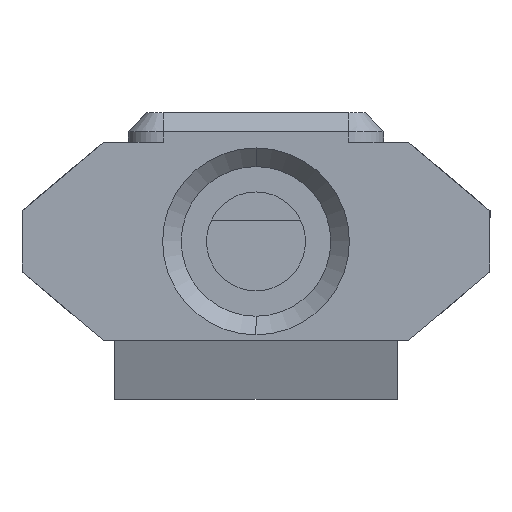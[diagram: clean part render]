
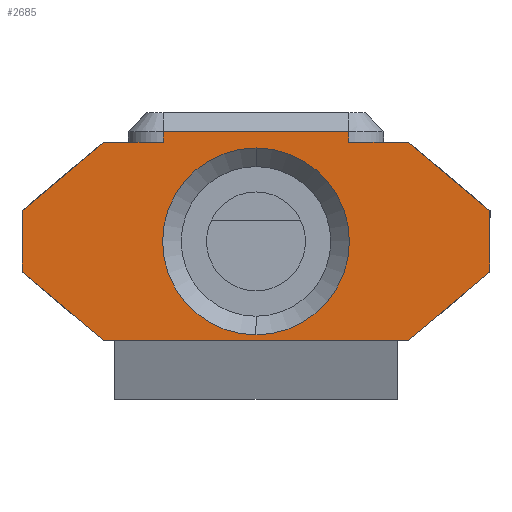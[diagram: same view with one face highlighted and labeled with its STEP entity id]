
A CAD part, left-side view. The second image highlights one B-rep face of the part: STEP entity #2685.
In plain terms, the highlighted planar face has unit normal (-1, 0, 0).
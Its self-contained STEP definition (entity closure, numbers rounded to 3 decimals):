
#56 = EDGE_CURVE ( 'NONE', #9169, #6035, #3079, .T. ) ;
#65 = CARTESIAN_POINT ( 'NONE',  ( -31.65, 6.474, 10.55 ) ) ;
#204 = CARTESIAN_POINT ( 'NONE',  ( -31.65, 9.859, 4.99 ) ) ;
#400 = CARTESIAN_POINT ( 'NONE',  ( -31.65, -3.93, 11.011 ) ) ;
#442 = EDGE_CURVE ( 'NONE', #8913, #8162, #10341, .T. ) ;
#558 = ORIENTED_EDGE ( 'NONE', *, *, #1308, .T. ) ;
#566 = EDGE_CURVE ( 'NONE', #6647, #7601, #9121, .T. ) ;
#588 = CARTESIAN_POINT ( 'NONE',  ( -31.65, 3.93, 10.55 ) ) ;
#669 = EDGE_CURVE ( 'NONE', #10323, #9169, #1798, .T. ) ;
#733 = EDGE_CURVE ( 'NONE', #6906, #10323, #2225, .T. ) ;
#807 = CARTESIAN_POINT ( 'NONE',  ( -31.65, 3.93, 11.011 ) ) ;
#848 = VERTEX_POINT ( 'NONE', #2841 ) ;
#860 = DIRECTION ( 'NONE',  ( 0., 1., 0. ) ) ;
#865 = EDGE_CURVE ( 'NONE', #8738, #6906, #2308, .T. ) ;
#875 = VECTOR ( 'NONE', #1428, 1000. ) ;
#940 = DIRECTION ( 'NONE',  ( 1., 0., 0. ) ) ;
#1022 = EDGE_CURVE ( 'NONE', #7601, #848, #8570, .T. ) ;
#1275 = EDGE_CURVE ( 'NONE', #5810, #5317, #6746, .T. ) ;
#1276 = EDGE_CURVE ( 'NONE', #7139, #8738, #7613, .T. ) ;
#1302 = DIRECTION ( 'NONE',  ( 0., -1., 0. ) ) ;
#1305 = EDGE_CURVE ( 'NONE', #7139, #8904, #6566, .T. ) ;
#1308 = EDGE_CURVE ( 'NONE', #5810, #8904, #7113, .T. ) ;
#1407 = DIRECTION ( 'NONE',  ( 1., 0., 0. ) ) ;
#1428 = DIRECTION ( 'NONE',  ( 0., 0.766, -0.643 ) ) ;
#1639 = DIRECTION ( 'NONE',  ( 0., 0., 1. ) ) ;
#1640 = ORIENTED_EDGE ( 'NONE', *, *, #4067, .T. ) ;
#1798 = LINE ( 'NONE', #204, #2008 ) ;
#1810 = AXIS2_PLACEMENT_3D ( 'NONE', #5606, #940, #6500 ) ;
#1902 = VECTOR ( 'NONE', #5038, 1000. ) ;
#2008 = VECTOR ( 'NONE', #9762, 1000. ) ;
#2225 = LINE ( 'NONE', #6762, #1902 ) ;
#2308 = LINE ( 'NONE', #5224, #875 ) ;
#2380 = DIRECTION ( 'NONE',  ( 0., 1., 0. ) ) ;
#2427 = ORIENTED_EDGE ( 'NONE', *, *, #733, .T. ) ;
#2501 = CARTESIAN_POINT ( 'NONE',  ( -31.65, 9.93, 7.65 ) ) ;
#2503 = ORIENTED_EDGE ( 'NONE', *, *, #442, .T. ) ;
#2685 = ADVANCED_FACE ( 'NONE', ( #10313, #10305 ), #5557, .T. ) ;
#2841 = CARTESIAN_POINT ( 'NONE',  ( -31.65, -6.474, 10.55 ) ) ;
#2975 = CARTESIAN_POINT ( 'NONE',  ( -31.65, -3.93, 13.4 ) ) ;
#3079 = LINE ( 'NONE', #5099, #3158 ) ;
#3158 = VECTOR ( 'NONE', #1302, 1000. ) ;
#3381 = VECTOR ( 'NONE', #7710, 1000. ) ;
#3440 = LINE ( 'NONE', #6905, #3381 ) ;
#3635 = ORIENTED_EDGE ( 'NONE', *, *, #56, .T. ) ;
#3734 = ORIENTED_EDGE ( 'NONE', *, *, #4044, .T. ) ;
#3748 = VECTOR ( 'NONE', #860, 1000. ) ;
#3846 = DIRECTION ( 'NONE',  ( -1., 0., 0. ) ) ;
#4001 = LINE ( 'NONE', #4676, #3748 ) ;
#4044 = EDGE_CURVE ( 'NONE', #848, #5317, #4001, .T. ) ;
#4047 = ORIENTED_EDGE ( 'NONE', *, *, #865, .T. ) ;
#4067 = EDGE_CURVE ( 'NONE', #8162, #8913, #7822, .T. ) ;
#4472 = CARTESIAN_POINT ( 'NONE',  ( -31.65, 6.474, 2.15 ) ) ;
#4495 = CARTESIAN_POINT ( 'NONE',  ( -31.65, 6.401, 10.55 ) ) ;
#4676 = CARTESIAN_POINT ( 'NONE',  ( -31.65, 6.401, 10.55 ) ) ;
#5038 = DIRECTION ( 'NONE',  ( 0., 0., -1. ) ) ;
#5099 = CARTESIAN_POINT ( 'NONE',  ( -31.65, 6.401, 2.15 ) ) ;
#5224 = CARTESIAN_POINT ( 'NONE',  ( -31.65, 6.53, 10.503 ) ) ;
#5317 = VERTEX_POINT ( 'NONE', #5853 ) ;
#5557 = PLANE ( 'NONE',  #10240 ) ;
#5606 = CARTESIAN_POINT ( 'NONE',  ( -31.65, 0., 6.35 ) ) ;
#5810 = VERTEX_POINT ( 'NONE', #400 ) ;
#5833 = CARTESIAN_POINT ( 'NONE',  ( -31.65, -9.859, 7.71 ) ) ;
#5853 = CARTESIAN_POINT ( 'NONE',  ( -31.65, -3.93, 10.55 ) ) ;
#5951 = EDGE_LOOP ( 'NONE', ( #9874, #4047, #2427, #6324, #3635, #9861, #9623, #6563, #3734, #9014, #558, #8760 ) ) ;
#6035 = VERTEX_POINT ( 'NONE', #7261 ) ;
#6103 = CARTESIAN_POINT ( 'NONE',  ( -31.65, 0., 6.35 ) ) ;
#6324 = ORIENTED_EDGE ( 'NONE', *, *, #669, .T. ) ;
#6396 = CARTESIAN_POINT ( 'NONE',  ( -31.65, 3.93, 3.05 ) ) ;
#6442 = CARTESIAN_POINT ( 'NONE',  ( -31.65, -9.93, 5.143 ) ) ;
#6500 = DIRECTION ( 'NONE',  ( 0., 0., 1. ) ) ;
#6541 = VECTOR ( 'NONE', #1639, 1000. ) ;
#6563 = ORIENTED_EDGE ( 'NONE', *, *, #1022, .T. ) ;
#6566 = LINE ( 'NONE', #6396, #6541 ) ;
#6598 = VECTOR ( 'NONE', #9527, 1000. ) ;
#6616 = VECTOR ( 'NONE', #8732, 1000. ) ;
#6620 = EDGE_CURVE ( 'NONE', #6035, #6647, #3440, .T. ) ;
#6647 = VERTEX_POINT ( 'NONE', #10047 ) ;
#6705 = AXIS2_PLACEMENT_3D ( 'NONE', #6103, #1407, #7060 ) ;
#6746 = LINE ( 'NONE', #2975, #6616 ) ;
#6762 = CARTESIAN_POINT ( 'NONE',  ( -31.65, 9.93, 7.557 ) ) ;
#6905 = CARTESIAN_POINT ( 'NONE',  ( -31.65, -6.53, 2.197 ) ) ;
#6906 = VERTEX_POINT ( 'NONE', #2501 ) ;
#7024 = EDGE_LOOP ( 'NONE', ( #1640, #2503 ) ) ;
#7060 = DIRECTION ( 'NONE',  ( 0., 0., 1. ) ) ;
#7062 = CARTESIAN_POINT ( 'NONE',  ( -31.65, -9.93, 7.65 ) ) ;
#7113 = LINE ( 'NONE', #807, #7429 ) ;
#7139 = VERTEX_POINT ( 'NONE', #588 ) ;
#7261 = CARTESIAN_POINT ( 'NONE',  ( -31.65, -6.474, 2.15 ) ) ;
#7344 = DIRECTION ( 'NONE',  ( 0., 0., 1. ) ) ;
#7429 = VECTOR ( 'NONE', #2380, 1000. ) ;
#7539 = VECTOR ( 'NONE', #7344, 1000. ) ;
#7559 = CARTESIAN_POINT ( 'NONE',  ( -31.65, 0., 2.386 ) ) ;
#7601 = VERTEX_POINT ( 'NONE', #7062 ) ;
#7613 = LINE ( 'NONE', #4495, #6598 ) ;
#7710 = DIRECTION ( 'NONE',  ( 0., -0.766, 0.643 ) ) ;
#7822 = CIRCLE ( 'NONE', #1810, 3.964 ) ;
#8162 = VERTEX_POINT ( 'NONE', #9764 ) ;
#8232 = VECTOR ( 'NONE', #9120, 1000. ) ;
#8314 = CARTESIAN_POINT ( 'NONE',  ( -31.65, 3.93, 11.011 ) ) ;
#8570 = LINE ( 'NONE', #5833, #8232 ) ;
#8732 = DIRECTION ( 'NONE',  ( 0., 0., -1. ) ) ;
#8738 = VERTEX_POINT ( 'NONE', #65 ) ;
#8760 = ORIENTED_EDGE ( 'NONE', *, *, #1305, .F. ) ;
#8854 = CARTESIAN_POINT ( 'NONE',  ( -31.65, 4.9, 13.4 ) ) ;
#8904 = VERTEX_POINT ( 'NONE', #8314 ) ;
#8913 = VERTEX_POINT ( 'NONE', #7559 ) ;
#9014 = ORIENTED_EDGE ( 'NONE', *, *, #1275, .F. ) ;
#9120 = DIRECTION ( 'NONE',  ( 0., 0.766, 0.643 ) ) ;
#9121 = LINE ( 'NONE', #6442, #7539 ) ;
#9169 = VERTEX_POINT ( 'NONE', #4472 ) ;
#9431 = CARTESIAN_POINT ( 'NONE',  ( -31.65, 9.93, 5.05 ) ) ;
#9527 = DIRECTION ( 'NONE',  ( 0., 1., 0. ) ) ;
#9623 = ORIENTED_EDGE ( 'NONE', *, *, #566, .T. ) ;
#9665 = DIRECTION ( 'NONE',  ( 0., 0., 1. ) ) ;
#9762 = DIRECTION ( 'NONE',  ( 0., -0.766, -0.643 ) ) ;
#9764 = CARTESIAN_POINT ( 'NONE',  ( -31.65, 0., 10.314 ) ) ;
#9861 = ORIENTED_EDGE ( 'NONE', *, *, #6620, .T. ) ;
#9874 = ORIENTED_EDGE ( 'NONE', *, *, #1276, .T. ) ;
#10047 = CARTESIAN_POINT ( 'NONE',  ( -31.65, -9.93, 5.05 ) ) ;
#10240 = AXIS2_PLACEMENT_3D ( 'NONE', #8854, #3846, #9665 ) ;
#10305 = FACE_BOUND ( 'NONE', #7024, .T. ) ;
#10313 = FACE_OUTER_BOUND ( 'NONE', #5951, .T. ) ;
#10323 = VERTEX_POINT ( 'NONE', #9431 ) ;
#10341 = CIRCLE ( 'NONE', #6705, 3.964 ) ;
